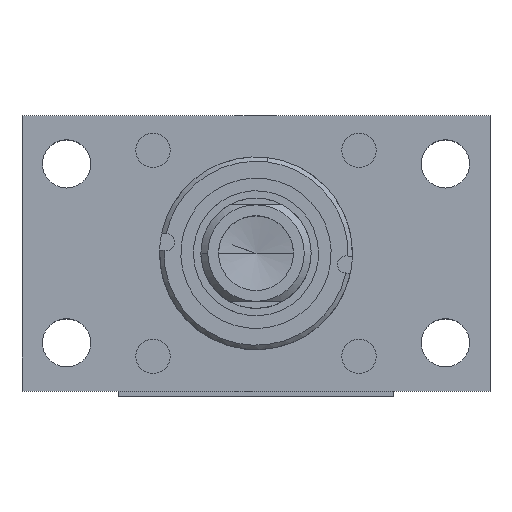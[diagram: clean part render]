
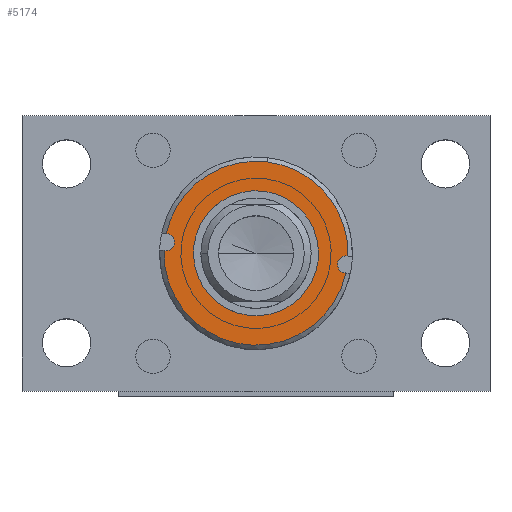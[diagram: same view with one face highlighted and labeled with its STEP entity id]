
A CAD part, top view. The second image highlights one B-rep face of the part: STEP entity #5174.
In plain terms, the highlighted planar face has unit normal (0, 0, 1).
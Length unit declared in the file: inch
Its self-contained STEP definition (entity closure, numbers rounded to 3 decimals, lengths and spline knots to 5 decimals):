
#121 = CIRCLE ( 'NONE', #1279, 0.835 ) ;
#329 = EDGE_CURVE ( 'NONE', #1804, #4560, #121, .T. ) ;
#340 = LINE ( 'NONE', #4159, #7379 ) ;
#504 = CIRCLE ( 'NONE', #7392, 0.5675 ) ;
#646 = VERTEX_POINT ( 'NONE', #3696 ) ;
#728 = CARTESIAN_POINT ( 'NONE',  ( 19.98508, 30.63592, -2.69734 ) ) ;
#771 = ORIENTED_EDGE ( 'NONE', *, *, #884, .T. ) ;
#874 = DIRECTION ( 'NONE',  ( 0., 1., 0. ) ) ;
#884 = EDGE_CURVE ( 'NONE', #7136, #6468, #2479, .T. ) ;
#961 = CARTESIAN_POINT ( 'NONE',  ( 19.33958, 29.81218, -2.69734 ) ) ;
#974 = EDGE_LOOP ( 'NONE', ( #3827, #6661, #2704, #1628, #8192, #4190, #2851, #771, #3886 ) ) ;
#981 = AXIS2_PLACEMENT_3D ( 'NONE', #6561, #5350, #1386 ) ;
#1132 = VECTOR ( 'NONE', #2994, 39.37008 ) ;
#1230 = CARTESIAN_POINT ( 'NONE',  ( 19.41758, 29.81218, -2.69734 ) ) ;
#1279 = AXIS2_PLACEMENT_3D ( 'NONE', #3937, #7950, #4687 ) ;
#1310 = DIRECTION ( 'NONE',  ( 1., 0., 0. ) ) ;
#1338 = CARTESIAN_POINT ( 'NONE',  ( 19.33958, 31.20342, -2.69734 ) ) ;
#1386 = DIRECTION ( 'NONE',  ( 0., -1., 0. ) ) ;
#1573 = CARTESIAN_POINT ( 'NONE',  ( 19.49558, 31.46727, -2.69734 ) ) ;
#1603 = DIRECTION ( 'NONE',  ( 0., -1., 0. ) ) ;
#1626 = LINE ( 'NONE', #2359, #3081 ) ;
#1628 = ORIENTED_EDGE ( 'NONE', *, *, #5302, .T. ) ;
#1797 = AXIS2_PLACEMENT_3D ( 'NONE', #6636, #5838, #1310 ) ;
#1804 = VERTEX_POINT ( 'NONE', #1866 ) ;
#1866 = CARTESIAN_POINT ( 'NONE',  ( 19.33958, 31.46727, -2.69734 ) ) ;
#2012 = CIRCLE ( 'NONE', #6862, 0.835 ) ;
#2023 = EDGE_CURVE ( 'NONE', #3530, #7339, #504, .T. ) ;
#2359 = CARTESIAN_POINT ( 'NONE',  ( 19.49558, 31.20342, -2.69734 ) ) ;
#2479 = LINE ( 'NONE', #5723, #1132 ) ;
#2704 = ORIENTED_EDGE ( 'NONE', *, *, #3747, .T. ) ;
#2827 = DIRECTION ( 'NONE',  ( 1., 0., 0. ) ) ;
#2851 = ORIENTED_EDGE ( 'NONE', *, *, #5020, .T. ) ;
#2994 = DIRECTION ( 'NONE',  ( 0., 1., 0. ) ) ;
#3081 = VECTOR ( 'NONE', #1603, 39.37008 ) ;
#3149 = VECTOR ( 'NONE', #4691, 39.37008 ) ;
#3259 = ORIENTED_EDGE ( 'NONE', *, *, #4025, .F. ) ;
#3467 = FACE_BOUND ( 'NONE', #8508, .T. ) ;
#3530 = VERTEX_POINT ( 'NONE', #728 ) ;
#3610 = VERTEX_POINT ( 'NONE', #1573 ) ;
#3629 = CARTESIAN_POINT ( 'NONE',  ( 19.33958, 29.80457, -2.69734 ) ) ;
#3696 = CARTESIAN_POINT ( 'NONE',  ( 19.33958, 31.45966, -2.69734 ) ) ;
#3747 = EDGE_CURVE ( 'NONE', #3610, #6916, #1626, .T. ) ;
#3827 = ORIENTED_EDGE ( 'NONE', *, *, #7658, .F. ) ;
#3847 = CARTESIAN_POINT ( 'NONE',  ( 18.58258, 30.63592, -2.69734 ) ) ;
#3886 = ORIENTED_EDGE ( 'NONE', *, *, #8378, .T. ) ;
#3937 = CARTESIAN_POINT ( 'NONE',  ( 19.41758, 30.63592, -2.69734 ) ) ;
#3956 = CARTESIAN_POINT ( 'NONE',  ( 19.49558, 29.80457, -2.69734 ) ) ;
#3981 = CIRCLE ( 'NONE', #6410, 0.078 ) ;
#4025 = EDGE_CURVE ( 'NONE', #7339, #3530, #7420, .T. ) ;
#4159 = CARTESIAN_POINT ( 'NONE',  ( 19.49558, 31.20342, -2.69734 ) ) ;
#4190 = ORIENTED_EDGE ( 'NONE', *, *, #329, .T. ) ;
#4405 = CIRCLE ( 'NONE', #6638, 0.835 ) ;
#4436 = VERTEX_POINT ( 'NONE', #5688 ) ;
#4560 = VERTEX_POINT ( 'NONE', #3847 ) ;
#4687 = DIRECTION ( 'NONE',  ( 1., 0., 0. ) ) ;
#4691 = DIRECTION ( 'NONE',  ( 0., -1., 0. ) ) ;
#4841 = DIRECTION ( 'NONE',  ( 0., 0., -1. ) ) ;
#4842 = CARTESIAN_POINT ( 'NONE',  ( 19.49558, 31.45966, -2.69734 ) ) ;
#5020 = EDGE_CURVE ( 'NONE', #4560, #7136, #4405, .T. ) ;
#5174 = ADVANCED_FACE ( 'NONE', ( #6247, #3467 ), #5881, .F. ) ;
#5251 = DIRECTION ( 'NONE',  ( 0., 0., -1. ) ) ;
#5302 = EDGE_CURVE ( 'NONE', #6916, #646, #3981, .T. ) ;
#5343 = EDGE_CURVE ( 'NONE', #6941, #3610, #2012, .T. ) ;
#5350 = DIRECTION ( 'NONE',  ( 0., 0., -1. ) ) ;
#5423 = DIRECTION ( 'NONE',  ( 0., 0., 1. ) ) ;
#5688 = CARTESIAN_POINT ( 'NONE',  ( 19.49558, 29.81218, -2.69734 ) ) ;
#5723 = CARTESIAN_POINT ( 'NONE',  ( 19.33958, 31.20342, -2.69734 ) ) ;
#5838 = DIRECTION ( 'NONE',  ( 0., 0., 1. ) ) ;
#5881 = PLANE ( 'NONE',  #981 ) ;
#6107 = CARTESIAN_POINT ( 'NONE',  ( 19.41758, 30.63592, -2.69734 ) ) ;
#6111 = CARTESIAN_POINT ( 'NONE',  ( 19.41758, 31.45966, -2.69734 ) ) ;
#6134 = EDGE_CURVE ( 'NONE', #1804, #646, #6668, .T. ) ;
#6206 = AXIS2_PLACEMENT_3D ( 'NONE', #1230, #5251, #7812 ) ;
#6247 = FACE_OUTER_BOUND ( 'NONE', #974, .T. ) ;
#6410 = AXIS2_PLACEMENT_3D ( 'NONE', #6111, #4841, #7461 ) ;
#6450 = ORIENTED_EDGE ( 'NONE', *, *, #2023, .F. ) ;
#6468 = VERTEX_POINT ( 'NONE', #961 ) ;
#6474 = DIRECTION ( 'NONE',  ( 1., 0., 0. ) ) ;
#6561 = CARTESIAN_POINT ( 'NONE',  ( 19.41758, 31.20342, -2.69734 ) ) ;
#6636 = CARTESIAN_POINT ( 'NONE',  ( 19.41758, 30.63592, -2.69734 ) ) ;
#6638 = AXIS2_PLACEMENT_3D ( 'NONE', #7195, #8511, #6474 ) ;
#6661 = ORIENTED_EDGE ( 'NONE', *, *, #5343, .T. ) ;
#6668 = LINE ( 'NONE', #1338, #3149 ) ;
#6788 = DIRECTION ( 'NONE',  ( 0., 0., 1. ) ) ;
#6862 = AXIS2_PLACEMENT_3D ( 'NONE', #8219, #6788, #7491 ) ;
#6916 = VERTEX_POINT ( 'NONE', #4842 ) ;
#6941 = VERTEX_POINT ( 'NONE', #3956 ) ;
#7136 = VERTEX_POINT ( 'NONE', #3629 ) ;
#7195 = CARTESIAN_POINT ( 'NONE',  ( 19.41758, 30.63592, -2.69734 ) ) ;
#7339 = VERTEX_POINT ( 'NONE', #8503 ) ;
#7370 = CIRCLE ( 'NONE', #6206, 0.078 ) ;
#7379 = VECTOR ( 'NONE', #874, 39.37008 ) ;
#7392 = AXIS2_PLACEMENT_3D ( 'NONE', #6107, #5423, #2827 ) ;
#7420 = CIRCLE ( 'NONE', #1797, 0.5675 ) ;
#7461 = DIRECTION ( 'NONE',  ( -1., 0., 0. ) ) ;
#7491 = DIRECTION ( 'NONE',  ( 1., 0., 0. ) ) ;
#7658 = EDGE_CURVE ( 'NONE', #6941, #4436, #340, .T. ) ;
#7812 = DIRECTION ( 'NONE',  ( -1., 0., 0. ) ) ;
#7950 = DIRECTION ( 'NONE',  ( 0., 0., 1. ) ) ;
#8192 = ORIENTED_EDGE ( 'NONE', *, *, #6134, .F. ) ;
#8219 = CARTESIAN_POINT ( 'NONE',  ( 19.41758, 30.63592, -2.69734 ) ) ;
#8378 = EDGE_CURVE ( 'NONE', #6468, #4436, #7370, .T. ) ;
#8503 = CARTESIAN_POINT ( 'NONE',  ( 18.85008, 30.63592, -2.69734 ) ) ;
#8508 = EDGE_LOOP ( 'NONE', ( #6450, #3259 ) ) ;
#8511 = DIRECTION ( 'NONE',  ( 0., 0., 1. ) ) ;
